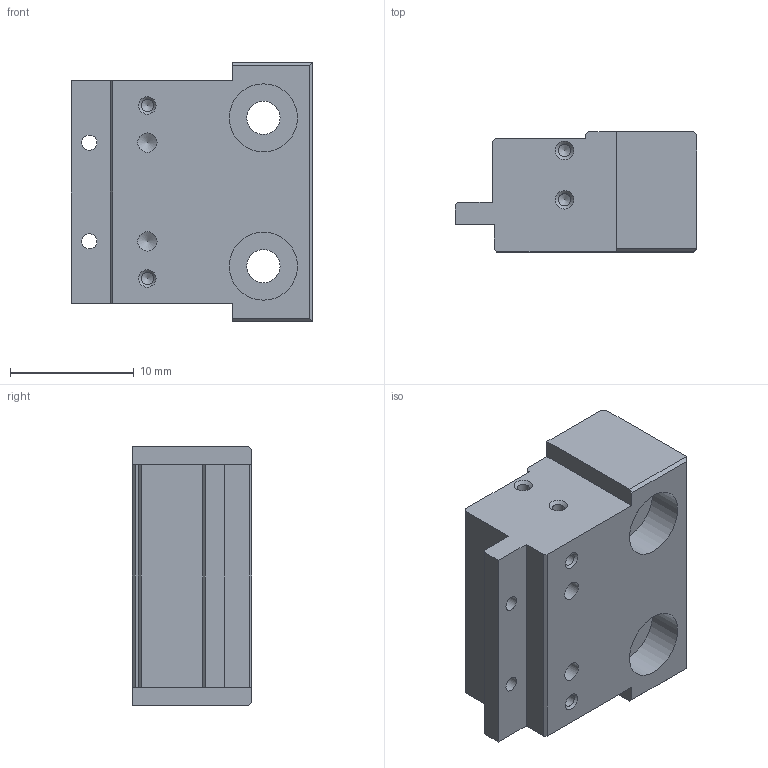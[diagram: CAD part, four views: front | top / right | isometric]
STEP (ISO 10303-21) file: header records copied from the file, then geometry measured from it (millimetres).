
FILE_DESCRIPTION(/* description */ (''),/* implementation_level */ '2;1');
FILE_NAME(/* name */ 'optira encoder mounting adapter - VRU3.stp',/* time_stamp */ '2021-03-23T23:57:23-07:00',/* author */ ('hongquanli'),/* organization */ (''),/* preprocessor_version */ 'ST-DEVELOPER v18',/* originating_system */ 'Autodesk Inventor 2020',/* authorisation */ '');
FILE_SCHEMA (('AUTOMOTIVE_DESIGN { 1 0 10303 214 3 1 1 }'));
Length unit declared in the file: millimetre
Products named in the file (1): optira encoder mounting adapter - VRU3
Bounding box: 19.56 x 9.71 x 21 mm (x, y, z)
Volume: 2816.8 mm3; surface area: 1828.4 mm2
Topology: 1 solids, 1 shells, 60 faces, 170 edges, 116 vertices
Faces by surface type: plane 28, cone 16, cylinder 16
Full cylindrical faces by diameter (mm): 1 x6, 1.221 x2, 1.567 x2, 2 x2, 2.692 x2, 5.512 x2
Entity records: 2001 total; most frequent: DIRECTION 350, CARTESIAN_POINT 339, ORIENTED_EDGE 324, EDGE_CURVE 162, AXIS2_PLACEMENT_3D 127, VERTEX_POINT 116, LINE 96, VECTOR 96
